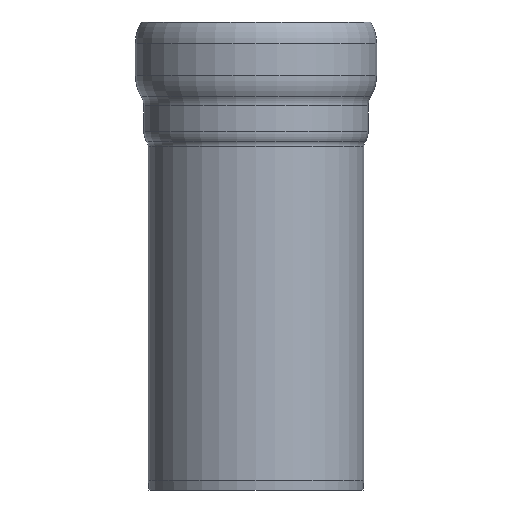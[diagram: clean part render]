
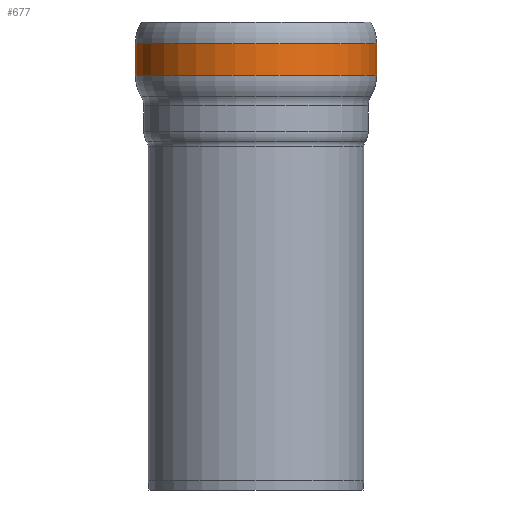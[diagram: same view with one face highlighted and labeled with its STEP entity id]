
A CAD part, left-side view. The second image highlights one B-rep face of the part: STEP entity #677.
In plain terms, the highlighted cylindrical face has radius 1225 mm (diameter 2450 mm), a full revolution.
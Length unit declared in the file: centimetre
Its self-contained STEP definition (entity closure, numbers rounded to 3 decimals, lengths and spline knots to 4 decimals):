
#48=CIRCLE('',#723,122.5);
#50=CIRCLE('',#725,122.5);
#51=CIRCLE('',#727,122.5);
#52=CIRCLE('',#728,122.5);
#132=FACE_OUTER_BOUND('',#174,.T.);
#174=EDGE_LOOP('',(#457,#458,#459,#460,#461,#462));
#216=LINE('',#1395,#235);
#235=VECTOR('',#864,122.5);
#271=VERTEX_POINT('',#1385);
#272=VERTEX_POINT('',#1386);
#273=VERTEX_POINT('',#1391);
#274=VERTEX_POINT('',#1392);
#342=EDGE_CURVE('',#271,#272,#48,.T.);
#344=EDGE_CURVE('',#272,#271,#50,.T.);
#345=EDGE_CURVE('',#273,#274,#51,.T.);
#346=EDGE_CURVE('',#274,#273,#52,.T.);
#347=EDGE_CURVE('',#274,#272,#216,.T.);
#457=ORIENTED_EDGE('',*,*,#345,.F.);
#458=ORIENTED_EDGE('',*,*,#346,.F.);
#459=ORIENTED_EDGE('',*,*,#347,.T.);
#460=ORIENTED_EDGE('',*,*,#344,.T.);
#461=ORIENTED_EDGE('',*,*,#342,.T.);
#462=ORIENTED_EDGE('',*,*,#347,.F.);
#661=CYLINDRICAL_SURFACE('',#726,122.5);
#677=ADVANCED_FACE('',(#132),#661,.T.);
#723=AXIS2_PLACEMENT_3D('',#1387,#852,#853);
#725=AXIS2_PLACEMENT_3D('',#1389,#856,#857);
#726=AXIS2_PLACEMENT_3D('',#1390,#858,#859);
#727=AXIS2_PLACEMENT_3D('',#1393,#860,#861);
#728=AXIS2_PLACEMENT_3D('',#1394,#862,#863);
#852=DIRECTION('center_axis',(0.,0.,-1.));
#853=DIRECTION('ref_axis',(1.,0.,0.));
#856=DIRECTION('center_axis',(0.,0.,-1.));
#857=DIRECTION('ref_axis',(1.,0.,0.));
#858=DIRECTION('center_axis',(0.,0.,-1.));
#859=DIRECTION('ref_axis',(-1.,0.,0.));
#860=DIRECTION('center_axis',(0.,0.,-1.));
#861=DIRECTION('ref_axis',(1.,0.,0.));
#862=DIRECTION('center_axis',(0.,0.,-1.));
#863=DIRECTION('ref_axis',(1.,0.,0.));
#864=DIRECTION('',(0.,0.,1.));
#1385=CARTESIAN_POINT('',(0.,-122.5,453.1425));
#1386=CARTESIAN_POINT('',(122.5,0.,453.1425));
#1387=CARTESIAN_POINT('Origin',(0.,0.,453.1425));
#1389=CARTESIAN_POINT('Origin',(0.,0.,453.1425));
#1390=CARTESIAN_POINT('Origin',(0.,0.,437.));
#1391=CARTESIAN_POINT('',(0.,-122.5,420.8575));
#1392=CARTESIAN_POINT('',(122.5,0.,420.8575));
#1393=CARTESIAN_POINT('Origin',(0.,0.,420.8575));
#1394=CARTESIAN_POINT('Origin',(0.,0.,420.8575));
#1395=CARTESIAN_POINT('',(122.5,0.,437.));
